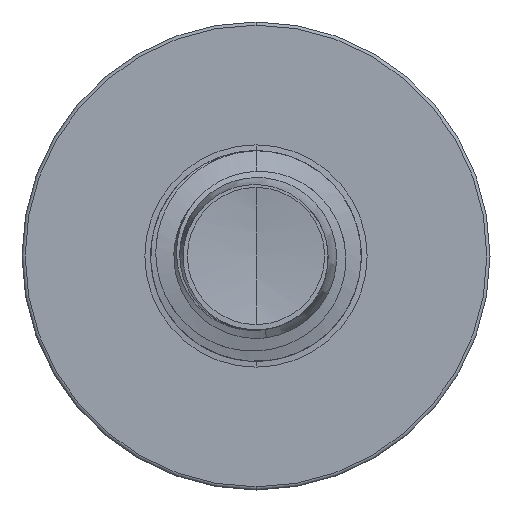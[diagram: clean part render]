
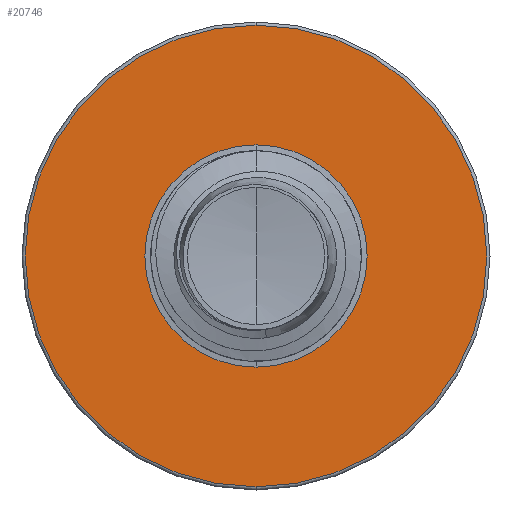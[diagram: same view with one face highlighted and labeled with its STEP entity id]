
A CAD part, front view. The second image highlights one B-rep face of the part: STEP entity #20746.
In plain terms, the highlighted planar face has unit normal (0, -1, 0).
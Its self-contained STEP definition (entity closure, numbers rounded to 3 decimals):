
#976 = EDGE_CURVE ( 'NONE', #12234, #1077, #4131, .T. ) ;
#1022 = EDGE_CURVE ( 'NONE', #17311, #5377, #4166, .T. ) ;
#1077 = VERTEX_POINT ( 'NONE', #15736 ) ;
#1113 = CARTESIAN_POINT ( 'NONE',  ( 0., 9., 4.933 ) ) ;
#2014 = CARTESIAN_POINT ( 'NONE',  ( 0., 9., -4.932 ) ) ;
#4131 = CIRCLE ( 'NONE', #8493, 2.375 ) ;
#4166 = CIRCLE ( 'NONE', #12580, 4.933 ) ;
#5377 = VERTEX_POINT ( 'NONE', #1113 ) ;
#7083 = DIRECTION ( 'NONE',  ( 0., 1., 0. ) ) ;
#7376 = CIRCLE ( 'NONE', #9831, 4.933 ) ;
#8493 = AXIS2_PLACEMENT_3D ( 'NONE', #15954, #15896, #15877 ) ;
#8973 = ORIENTED_EDGE ( 'NONE', *, *, #976, .T. ) ;
#9539 = DIRECTION ( 'NONE',  ( 0., 0., 1. ) ) ;
#9831 = AXIS2_PLACEMENT_3D ( 'NONE', #17109, #7083, #18195 ) ;
#11786 = EDGE_CURVE ( 'NONE', #1077, #12234, #15635, .T. ) ;
#11793 = EDGE_LOOP ( 'NONE', ( #13945, #17116 ) ) ;
#11811 = CARTESIAN_POINT ( 'NONE',  ( 0., 9., 2.375 ) ) ;
#12016 = DIRECTION ( 'NONE',  ( 0., 0., 1. ) ) ;
#12042 = DIRECTION ( 'NONE',  ( 0., 1., 0. ) ) ;
#12047 = CARTESIAN_POINT ( 'NONE',  ( 0., 9., 0. ) ) ;
#12234 = VERTEX_POINT ( 'NONE', #11811 ) ;
#12580 = AXIS2_PLACEMENT_3D ( 'NONE', #15772, #15753, #15739 ) ;
#13945 = ORIENTED_EDGE ( 'NONE', *, *, #19310, .F. ) ;
#14271 = ORIENTED_EDGE ( 'NONE', *, *, #11786, .T. ) ;
#14428 = FACE_BOUND ( 'NONE', #17953, .T. ) ;
#15635 = CIRCLE ( 'NONE', #19457, 2.375 ) ;
#15736 = CARTESIAN_POINT ( 'NONE',  ( 0., 9., -2.375 ) ) ;
#15739 = DIRECTION ( 'NONE',  ( 0., 0., 1. ) ) ;
#15753 = DIRECTION ( 'NONE',  ( 0., 1., 0. ) ) ;
#15772 = CARTESIAN_POINT ( 'NONE',  ( 0., 9., 0. ) ) ;
#15877 = DIRECTION ( 'NONE',  ( 0., 0., 1. ) ) ;
#15896 = DIRECTION ( 'NONE',  ( 0., 1., 0. ) ) ;
#15954 = CARTESIAN_POINT ( 'NONE',  ( 0., 9., 0. ) ) ;
#15984 = AXIS2_PLACEMENT_3D ( 'NONE', #17096, #20727, #9539 ) ;
#17096 = CARTESIAN_POINT ( 'NONE',  ( 0., 9., -2.375 ) ) ;
#17109 = CARTESIAN_POINT ( 'NONE',  ( 0., 9., 0. ) ) ;
#17116 = ORIENTED_EDGE ( 'NONE', *, *, #1022, .F. ) ;
#17311 = VERTEX_POINT ( 'NONE', #2014 ) ;
#17953 = EDGE_LOOP ( 'NONE', ( #8973, #14271 ) ) ;
#18195 = DIRECTION ( 'NONE',  ( 0., 0., 1. ) ) ;
#18314 = PLANE ( 'NONE',  #15984 ) ;
#19310 = EDGE_CURVE ( 'NONE', #5377, #17311, #7376, .T. ) ;
#19457 = AXIS2_PLACEMENT_3D ( 'NONE', #12047, #12042, #12016 ) ;
#20727 = DIRECTION ( 'NONE',  ( 0., 1., 0. ) ) ;
#20746 = ADVANCED_FACE ( 'NONE', ( #21048, #14428 ), #18314, .F. ) ;
#21048 = FACE_OUTER_BOUND ( 'NONE', #11793, .T. ) ;
